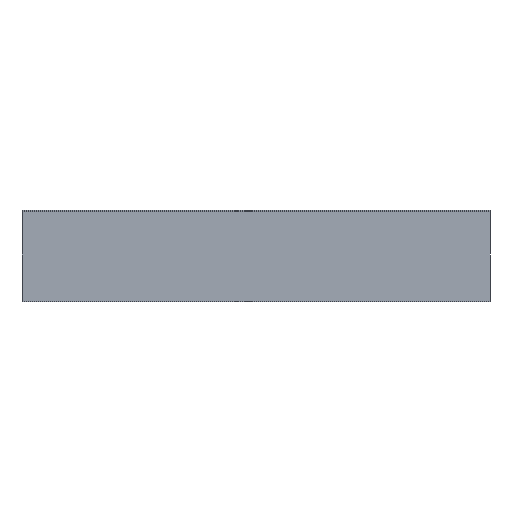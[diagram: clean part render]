
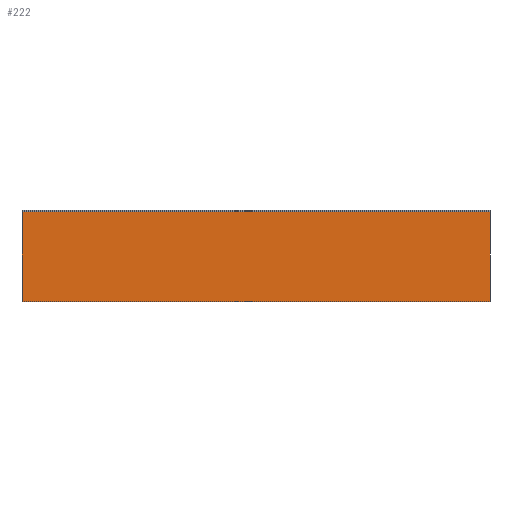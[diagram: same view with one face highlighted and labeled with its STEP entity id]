
A CAD part, left-side view. The second image highlights one B-rep face of the part: STEP entity #222.
In plain terms, the highlighted planar face has unit normal (-1, 0, 0).
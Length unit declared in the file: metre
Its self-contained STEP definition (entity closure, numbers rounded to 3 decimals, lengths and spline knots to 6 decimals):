
#58=ORIENTED_EDGE('',*,*,#103,.F.);
#59=ORIENTED_EDGE('',*,*,#104,.F.);
#60=ORIENTED_EDGE('',*,*,#97,.T.);
#61=ORIENTED_EDGE('',*,*,#100,.T.);
#97=EDGE_CURVE('',#119,#121,#141,.F.);
#100=EDGE_CURVE('',#121,#123,#144,.F.);
#103=EDGE_CURVE('',#125,#123,#147,.F.);
#104=EDGE_CURVE('',#119,#125,#148,.F.);
#119=VERTEX_POINT('',#350);
#121=VERTEX_POINT('',#354);
#123=VERTEX_POINT('',#360);
#125=VERTEX_POINT('',#366);
#141=LINE('',#355,#165);
#144=LINE('',#361,#168);
#147=LINE('',#367,#171);
#148=LINE('',#369,#172);
#165=VECTOR('',#288,1.);
#168=VECTOR('',#293,1.);
#171=VECTOR('',#298,1.);
#172=VECTOR('',#301,1.);
#182=EDGE_LOOP('',(#58,#59,#60,#61));
#196=FACE_BOUND('',#182,.T.);
#210=PLANE('',#249);
#222=ADVANCED_FACE('',(#196),#210,.T.);
#249=AXIS2_PLACEMENT_3D('',#368,#299,#300);
#288=DIRECTION('',(0.,0.,1.));
#293=DIRECTION('',(0.,1.,0.));
#298=DIRECTION('',(0.,0.,1.));
#299=DIRECTION('',(-1.,0.,0.));
#300=DIRECTION('',(0.,0.,1.));
#301=DIRECTION('',(0.,1.,0.));
#350=CARTESIAN_POINT('',(0.038,0.,-0.004));
#354=CARTESIAN_POINT('',(0.038,0.,-0.35));
#355=CARTESIAN_POINT('',(0.038,0.,-0.175));
#360=CARTESIAN_POINT('',(0.038,-1.8,-0.35));
#361=CARTESIAN_POINT('',(0.038,0.,-0.35));
#366=CARTESIAN_POINT('',(0.038,-1.8,-0.004));
#367=CARTESIAN_POINT('',(0.038,-1.8,-0.175));
#368=CARTESIAN_POINT('',(0.038,0.,-0.175));
#369=CARTESIAN_POINT('',(0.038,0.,-0.004));
